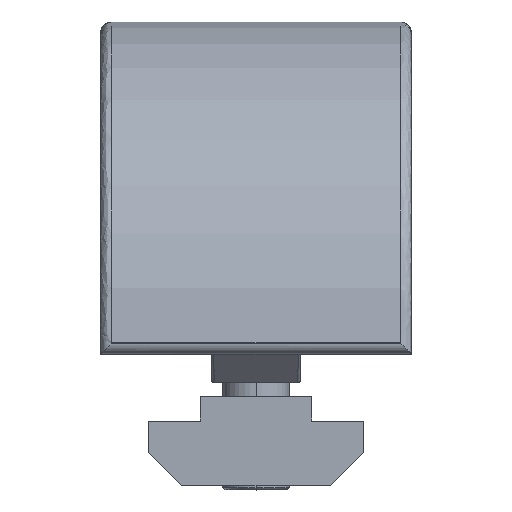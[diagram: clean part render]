
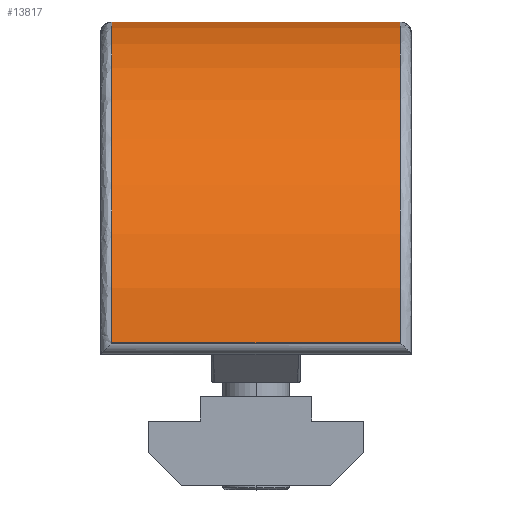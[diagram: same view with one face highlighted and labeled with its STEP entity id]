
A CAD part, top view. The second image highlights one B-rep face of the part: STEP entity #13817.
In plain terms, the highlighted cylindrical face has radius 30 mm (diameter 60 mm), a partial arc.
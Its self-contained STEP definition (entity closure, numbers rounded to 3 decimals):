
#13606=CARTESIAN_POINT('',(13.,1.034,29.982));
#13607=VERTEX_POINT('',#13606);
#13615=CARTESIAN_POINT('',(-13.,1.034,29.982));
#13616=VERTEX_POINT('',#13615);
#13617=CARTESIAN_POINT('',(-13.,1.034,29.982));
#13618=DIRECTION('',(1.0,0.0,0.0));
#13619=VECTOR('',#13618,26.);
#13620=LINE('',#13617,#13619);
#13621=EDGE_CURVE('',#13616,#13607,#13620,.T.);
#13660=CARTESIAN_POINT('',(13.,29.982,1.034));
#13661=VERTEX_POINT('',#13660);
#13700=CARTESIAN_POINT('',(13.,0.0,0.0));
#13701=DIRECTION('',(-1.0,0.0,0.0));
#13702=DIRECTION('',(0.0,0.0,-1.0));
#13703=AXIS2_PLACEMENT_3D('',#13700,#13701,#13702);
#13704=CIRCLE('',#13703,30.);
#13705=EDGE_CURVE('',#13607,#13661,#13704,.T.);
#13715=CARTESIAN_POINT('',(-13.,29.982,1.034));
#13716=VERTEX_POINT('',#13715);
#13755=CARTESIAN_POINT('',(13.,29.982,1.034));
#13756=DIRECTION('',(-1.0,0.0,0.0));
#13757=VECTOR('',#13756,26.);
#13758=LINE('',#13755,#13757);
#13759=EDGE_CURVE('',#13661,#13716,#13758,.T.);
#13796=CARTESIAN_POINT('',(-13.,0.0,0.0));
#13797=DIRECTION('',(1.0,0.0,0.0));
#13798=DIRECTION('',(0.0,0.0,-1.0));
#13799=AXIS2_PLACEMENT_3D('',#13796,#13797,#13798);
#13800=CIRCLE('',#13799,30.);
#13801=EDGE_CURVE('',#13716,#13616,#13800,.T.);
#13806=CARTESIAN_POINT('',(-14.,0.0,0.0));
#13807=DIRECTION('',(1.0,0.0,0.0));
#13808=DIRECTION('',(0.0,0.0,-1.0));
#13809=AXIS2_PLACEMENT_3D('',#13806,#13807,#13808);
#13810=CYLINDRICAL_SURFACE('',#13809,30.);
#13811=ORIENTED_EDGE('',*,*,#13759,.T.);
#13812=ORIENTED_EDGE('',*,*,#13801,.T.);
#13813=ORIENTED_EDGE('',*,*,#13621,.T.);
#13814=ORIENTED_EDGE('',*,*,#13705,.T.);
#13815=EDGE_LOOP('',(#13811,#13812,#13813,#13814));
#13816=FACE_OUTER_BOUND('',#13815,.T.);
#13817=ADVANCED_FACE('',(#13816),#13810,.T.);
